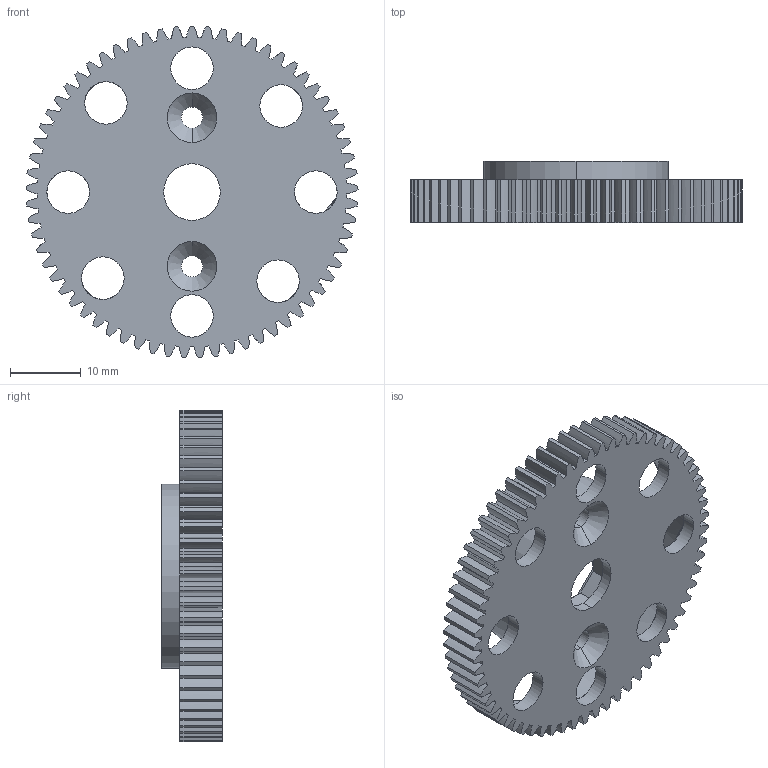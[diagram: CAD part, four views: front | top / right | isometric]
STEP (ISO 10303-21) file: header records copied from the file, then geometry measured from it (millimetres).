
FILE_DESCRIPTION(('STEP AP214'),'1');
FILE_NAME('Spur Gear.stp','2013-09-17T19:28:18',(' '),(' '),'Spatial InterOp 3D',' ',' ');
FILE_SCHEMA(('automotive_design'));
Length unit declared in the file: millimetre
Products named in the file (2): Spur Gear; Spur Gear Drilled - m=0,7 Z=65
Assembly tree (1 placements, depth 2):
  Spur Gear
    Spur Gear Drilled - m=0,7 Z=65
Bounding box: 46.9 x 8.6 x 46.88 mm (x, y, z)
Volume: 5477 mm3; surface area: 6291.8 mm2
Topology: 1 solids, 1 shells, 326 faces, 971 edges, 642 vertices
Faces by surface type: extrusion 130, plane 96, cylinder 92, cone 4, torus 4
Entity records: 14244 total; most frequent: CARTESIAN_POINT 3111, ORIENTED_EDGE 1942, DIRECTION 1449, EDGE_CURVE 971, VERTEX_POINT 642, VECTOR 629, LINE 499, AXIS2_PLACEMENT_3D 410
